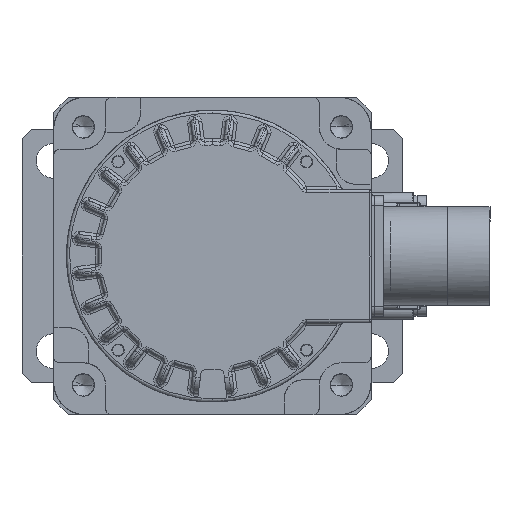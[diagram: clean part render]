
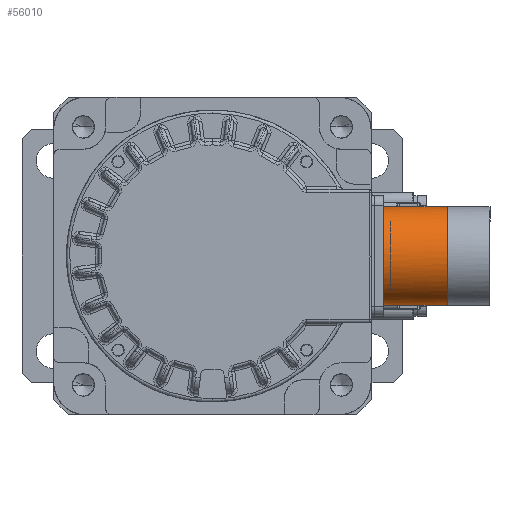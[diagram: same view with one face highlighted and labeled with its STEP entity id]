
A CAD part, front view. The second image highlights one B-rep face of the part: STEP entity #56010.
In plain terms, the highlighted free-form (B-spline) face has degree [1, 3] with [2, 7] control points.
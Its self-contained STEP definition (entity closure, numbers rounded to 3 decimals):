
#4004 = CARTESIAN_POINT ( 'NONE',  ( 15.097, 54., -197.056 ) ) ;
#4379 = CARTESIAN_POINT ( 'NONE',  ( 2.031, 54., -208.5 ) ) ;
#4524 = CARTESIAN_POINT ( 'NONE',  ( 15.5, 54., -202.08 ) ) ;
#5321 = CARTESIAN_POINT ( 'NONE',  ( -15.5, 54., -202.08 ) ) ;
#5422 = CARTESIAN_POINT ( 'NONE',  ( -9.524, 74., -205.396 ) ) ;
#6584 = CARTESIAN_POINT ( 'NONE',  ( -4.056, 74., -208.097 ) ) ;
#8158 = EDGE_CURVE ( 'NONE', #74079, #61131, #47293, .T. ) ;
#8498 = ORIENTED_EDGE ( 'NONE', *, *, #52405, .F. ) ;
#9888 = EDGE_CURVE ( 'NONE', #74079, #29529, #41850, .T. ) ;
#10759 = EDGE_LOOP ( 'NONE', ( #59613, #77660, #20887, #8498 ) ) ;
#11312 = CARTESIAN_POINT ( 'NONE',  ( 9.524, 74., -205.396 ) ) ;
#12469 = CARTESIAN_POINT ( 'NONE',  ( 4.056, 74., -208.097 ) ) ;
#14876 = FACE_OUTER_BOUND ( 'NONE', #10759, .T. ) ;
#15266 = CARTESIAN_POINT ( 'NONE',  ( 15.5, 74., -202.08 ) ) ;
#16571 = CARTESIAN_POINT ( 'NONE',  ( 15.5, 54., -193. ) ) ;
#17941 = CARTESIAN_POINT ( 'NONE',  ( 15.5, 54., -193. ) ) ;
#18756 = CARTESIAN_POINT ( 'NONE',  ( 15.097, 74., -197.056 ) ) ;
#20887 = ORIENTED_EDGE ( 'NONE', *, *, #39255, .F. ) ;
#21711 = CARTESIAN_POINT ( 'NONE',  ( -12.396, 54., -202.524 ) ) ;
#23021 = CARTESIAN_POINT ( 'NONE',  ( 0., 74., -208.5 ) ) ;
#23395 = CARTESIAN_POINT ( 'NONE',  ( 15.5, 54., -193. ) ) ;
#23823 = CARTESIAN_POINT ( 'NONE',  ( 15.5, 74., -193. ) ) ;
#24623 = CARTESIAN_POINT ( 'NONE',  ( 15.5, 74., -193. ) ) ;
#25317 = CARTESIAN_POINT ( 'NONE',  ( -15.5, 54., -193. ) ) ;
#27227 = CARTESIAN_POINT ( 'NONE',  ( -2.031, 54., -208.5 ) ) ;
#28509 = B_SPLINE_CURVE_WITH_KNOTS ( 'NONE', 3,
 ( #70482, #75616, #58288, #63800, #21711, #70097, #45333, #39795, #27227, #4379, #57899, #33909, #45715, #51225, #28791, #4004, #75226, #16571 ),
 .UNSPECIFIED., .F., .F.,
 ( 4, 2, 2, 2, 2, 2, 2, 2, 4 ),
 ( 0., 0.393, 0.785, 1.178, 1.571, 1.963, 2.356, 2.749, 3.142 ),
 .UNSPECIFIED. ) ;
#28791 = CARTESIAN_POINT ( 'NONE',  ( 13.543, 54., -200.808 ) ) ;
#29176 = VERTEX_POINT ( 'NONE', #67331 ) ;
#29328 = CARTESIAN_POINT ( 'NONE',  ( -9.08, 54., -208.5 ) ) ;
#29529 = VERTEX_POINT ( 'NONE', #37737 ) ;
#33376 = CARTESIAN_POINT ( 'NONE',  ( 9.08, 54., -208.5 ) ) ;
#33909 = CARTESIAN_POINT ( 'NONE',  ( 7.808, 54., -206.543 ) ) ;
#35321 = CARTESIAN_POINT ( 'NONE',  ( -15.5, 74., -193. ) ) ;
#35700 = CARTESIAN_POINT ( 'NONE',  ( 15.5, 74., -195.031 ) ) ;
#37737 = CARTESIAN_POINT ( 'NONE',  ( -15.5, 74., -193. ) ) ;
#39255 = EDGE_CURVE ( 'NONE', #29176, #61131, #28509, .T. ) ;
#39275 = CARTESIAN_POINT ( 'NONE',  ( 15.5, 74., -193. ) ) ;
#39795 = CARTESIAN_POINT ( 'NONE',  ( -4.056, 54., -208.097 ) ) ;
#40071 = B_SPLINE_CURVE_WITH_KNOTS ( 'NONE', 1,
 ( #42616, #25317 ),
 .UNSPECIFIED., .F., .F.,
 ( 2, 2 ),
 ( 0., 1. ),
 .UNSPECIFIED. ) ;
#40430 = CARTESIAN_POINT ( 'NONE',  ( 15.5, 54., -193. ) ) ;
#41850 = B_SPLINE_CURVE_WITH_KNOTS ( 'NONE', 3,
 ( #77396, #35700, #18756, #60071, #66381, #11312, #59685, #12469, #48668, #66778, #6584, #41952, #5422, #48287, #72276, #47903, #72674, #35321 ),
 .UNSPECIFIED., .F., .F.,
 ( 4, 2, 2, 2, 2, 2, 2, 2, 4 ),
 ( 0., 0.393, 0.785, 1.178, 1.571, 1.963, 2.356, 2.749, 3.142 ),
 .UNSPECIFIED. ) ;
#41952 = CARTESIAN_POINT ( 'NONE',  ( -7.808, 74., -206.543 ) ) ;
#42616 = CARTESIAN_POINT ( 'NONE',  ( -15.5, 74., -193. ) ) ;
#45333 = CARTESIAN_POINT ( 'NONE',  ( -7.808, 54., -206.543 ) ) ;
#45715 = CARTESIAN_POINT ( 'NONE',  ( 9.524, 54., -205.396 ) ) ;
#47293 = B_SPLINE_CURVE_WITH_KNOTS ( 'NONE', 1,
 ( #24623, #17941 ),
 .UNSPECIFIED., .F., .F.,
 ( 2, 2 ),
 ( 0., 1. ),
 .UNSPECIFIED. ) ;
#47903 = CARTESIAN_POINT ( 'NONE',  ( -15.097, 74., -197.056 ) ) ;
#48287 = CARTESIAN_POINT ( 'NONE',  ( -12.396, 74., -202.524 ) ) ;
#48668 = CARTESIAN_POINT ( 'NONE',  ( 2.031, 74., -208.5 ) ) ;
#51225 = CARTESIAN_POINT ( 'NONE',  ( 12.396, 54., -202.524 ) ) ;
#52405 = EDGE_CURVE ( 'NONE', #29529, #29176, #40071, .T. ) ;
#52908 = CARTESIAN_POINT ( 'NONE',  ( -15.5, 74., -202.08 ) ) ;
#56010 = ADVANCED_FACE ( 'NONE', ( #14876 ), #68141, .F. ) ;
#57899 = CARTESIAN_POINT ( 'NONE',  ( 4.056, 54., -208.097 ) ) ;
#58288 = CARTESIAN_POINT ( 'NONE',  ( -15.097, 54., -197.056 ) ) ;
#59213 = CARTESIAN_POINT ( 'NONE',  ( -9.08, 74., -208.5 ) ) ;
#59613 = ORIENTED_EDGE ( 'NONE', *, *, #9888, .F. ) ;
#59685 = CARTESIAN_POINT ( 'NONE',  ( 7.808, 74., -206.543 ) ) ;
#60071 = CARTESIAN_POINT ( 'NONE',  ( 13.543, 74., -200.808 ) ) ;
#61131 = VERTEX_POINT ( 'NONE', #40430 ) ;
#62898 = CARTESIAN_POINT ( 'NONE',  ( 0., 54., -208.5 ) ) ;
#63276 = CARTESIAN_POINT ( 'NONE',  ( -15.5, 54., -193. ) ) ;
#63800 = CARTESIAN_POINT ( 'NONE',  ( -13.543, 54., -200.808 ) ) ;
#66381 = CARTESIAN_POINT ( 'NONE',  ( 12.396, 74., -202.524 ) ) ;
#66778 = CARTESIAN_POINT ( 'NONE',  ( -2.031, 74., -208.5 ) ) ;
#67331 = CARTESIAN_POINT ( 'NONE',  ( -15.5, 54., -193. ) ) ;
#68141 =( BOUNDED_SURFACE ( )  B_SPLINE_SURFACE ( 1, 3, ( 
 ( #77303, #52908, #59213, #23021, #71007, #15266, #39275 ),
 ( #63276, #5321, #29328, #62898, #33376, #4524, #23395 ) ),
 .UNSPECIFIED., .F., .F., .F. ) 
 B_SPLINE_SURFACE_WITH_KNOTS ( ( 2, 2 ),
 ( 4, 3, 4 ),
 ( 0., 1. ),
 ( 0., 0.5, 1. ),
 .UNSPECIFIED. ) 
 GEOMETRIC_REPRESENTATION_ITEM ( )  RATIONAL_B_SPLINE_SURFACE ( (
 ( 1., 0.805, 0.805, 1., 0.805, 0.805, 1.),
 ( 1., 0.805, 0.805, 1., 0.805, 0.805, 1.) ) ) 
 REPRESENTATION_ITEM ( '' )  SURFACE ( )  );
#70097 = CARTESIAN_POINT ( 'NONE',  ( -9.524, 54., -205.396 ) ) ;
#70482 = CARTESIAN_POINT ( 'NONE',  ( -15.5, 54., -193. ) ) ;
#71007 = CARTESIAN_POINT ( 'NONE',  ( 9.08, 74., -208.5 ) ) ;
#72276 = CARTESIAN_POINT ( 'NONE',  ( -13.543, 74., -200.808 ) ) ;
#72674 = CARTESIAN_POINT ( 'NONE',  ( -15.5, 74., -195.031 ) ) ;
#74079 = VERTEX_POINT ( 'NONE', #23823 ) ;
#75226 = CARTESIAN_POINT ( 'NONE',  ( 15.5, 54., -195.031 ) ) ;
#75616 = CARTESIAN_POINT ( 'NONE',  ( -15.5, 54., -195.031 ) ) ;
#77303 = CARTESIAN_POINT ( 'NONE',  ( -15.5, 74., -193. ) ) ;
#77396 = CARTESIAN_POINT ( 'NONE',  ( 15.5, 74., -193. ) ) ;
#77660 = ORIENTED_EDGE ( 'NONE', *, *, #8158, .T. ) ;
